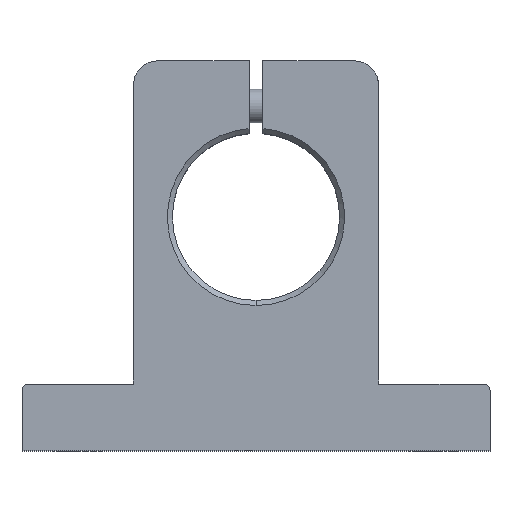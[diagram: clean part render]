
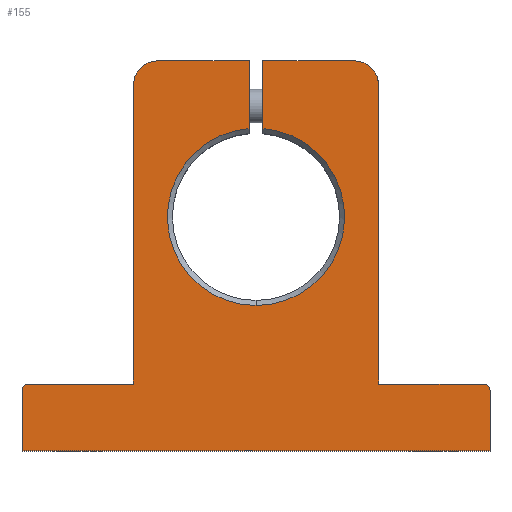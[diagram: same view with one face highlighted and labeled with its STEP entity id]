
A CAD part, top view. The second image highlights one B-rep face of the part: STEP entity #155.
In plain terms, the highlighted planar face has unit normal (0, 0, 1).
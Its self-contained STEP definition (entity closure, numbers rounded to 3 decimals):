
#155=ADVANCED_FACE('',(#313),#314,.T.);
#313=FACE_OUTER_BOUND('',#463,.T.);
#314=PLANE('',#464);
#463=EDGE_LOOP('',(#856,#857,#858,#859,#860,#861,#862,#863,#864,#865,#866,#867,#868,#869,#870,#871,#872));
#464=AXIS2_PLACEMENT_3D('',#873,#874,#875);
#856=ORIENTED_EDGE('',*,*,#899,.T.);
#857=ORIENTED_EDGE('',*,*,#1013,.T.);
#858=ORIENTED_EDGE('',*,*,#1010,.F.);
#859=ORIENTED_EDGE('',*,*,#1040,.F.);
#860=ORIENTED_EDGE('',*,*,#1036,.F.);
#861=ORIENTED_EDGE('',*,*,#1032,.F.);
#862=ORIENTED_EDGE('',*,*,#1028,.F.);
#863=ORIENTED_EDGE('',*,*,#1024,.F.);
#864=ORIENTED_EDGE('',*,*,#1019,.F.);
#865=ORIENTED_EDGE('',*,*,#1062,.F.);
#866=ORIENTED_EDGE('',*,*,#1058,.F.);
#867=ORIENTED_EDGE('',*,*,#1054,.F.);
#868=ORIENTED_EDGE('',*,*,#1050,.F.);
#869=ORIENTED_EDGE('',*,*,#997,.F.);
#870=ORIENTED_EDGE('',*,*,#1048,.F.);
#871=ORIENTED_EDGE('',*,*,#1043,.F.);
#872=ORIENTED_EDGE('',*,*,#1015,.F.);
#873=CARTESIAN_POINT('',(0.,32.509,14.0));
#874=DIRECTION('',(0.0,0.0,1.0));
#875=DIRECTION('',(1.0,0.0,0.0));
#899=EDGE_CURVE('',#1070,#1067,#1071,.T.);
#997=EDGE_CURVE('',#1217,#1219,#1220,.T.);
#1010=EDGE_CURVE('',#1237,#1239,#1240,.T.);
#1013=EDGE_CURVE('',#1067,#1239,#1243,.T.);
#1015=EDGE_CURVE('',#1070,#1245,#1246,.T.);
#1019=EDGE_CURVE('',#1251,#1252,#1253,.T.);
#1024=EDGE_CURVE('',#1252,#1260,#1261,.T.);
#1028=EDGE_CURVE('',#1260,#1266,#1267,.T.);
#1032=EDGE_CURVE('',#1266,#1272,#1273,.T.);
#1036=EDGE_CURVE('',#1272,#1278,#1279,.T.);
#1040=EDGE_CURVE('',#1278,#1237,#1284,.T.);
#1043=EDGE_CURVE('',#1245,#1287,#1288,.T.);
#1048=EDGE_CURVE('',#1287,#1217,#1294,.T.);
#1050=EDGE_CURVE('',#1219,#1296,#1297,.T.);
#1054=EDGE_CURVE('',#1296,#1302,#1303,.T.);
#1058=EDGE_CURVE('',#1302,#1308,#1309,.T.);
#1062=EDGE_CURVE('',#1308,#1251,#1314,.T.);
#1067=VERTEX_POINT('',#1319);
#1070=VERTEX_POINT('',#1323);
#1071=CIRCLE('',#1324,15.9);
#1217=VERTEX_POINT('',#1537);
#1219=VERTEX_POINT('',#1540);
#1220=LINE('',#1541,#1542);
#1237=VERTEX_POINT('',#1573);
#1239=VERTEX_POINT('',#1576);
#1240=LINE('',#1577,#1578);
#1243=CIRCLE('',#1590,15.9);
#1245=VERTEX_POINT('',#1592);
#1246=LINE('',#1593,#1594);
#1251=VERTEX_POINT('',#1601);
#1252=VERTEX_POINT('',#1602);
#1253=LINE('',#1603,#1604);
#1260=VERTEX_POINT('',#1614);
#1261=CIRCLE('',#1615,1.2);
#1266=VERTEX_POINT('',#1621);
#1267=LINE('',#1622,#1623);
#1272=VERTEX_POINT('',#1630);
#1273=LINE('',#1631,#1632);
#1278=VERTEX_POINT('',#1639);
#1279=CIRCLE('',#1640,4.4);
#1284=LINE('',#1646,#1647);
#1287=VERTEX_POINT('',#1651);
#1288=LINE('',#1652,#1653);
#1294=CIRCLE('',#1661,4.4);
#1296=VERTEX_POINT('',#1663);
#1297=LINE('',#1664,#1665);
#1302=VERTEX_POINT('',#1672);
#1303=CIRCLE('',#1673,1.2);
#1308=VERTEX_POINT('',#1679);
#1309=LINE('',#1680,#1681);
#1314=LINE('',#1688,#1689);
#1319=CARTESIAN_POINT('',(0.,26.1,14.0));
#1323=CARTESIAN_POINT('',(1.25,57.851,14.0));
#1324=AXIS2_PLACEMENT_3D('',#1695,#1696,#1697);
#1537=CARTESIAN_POINT('',(22.0,65.6,14.0));
#1540=CARTESIAN_POINT('',(22.0,12.0,14.0));
#1541=CARTESIAN_POINT('',(22.0,12.0,14.0));
#1542=VECTOR('',#1839,1.0);
#1573=CARTESIAN_POINT('',(-1.25,70.0,14.0));
#1576=CARTESIAN_POINT('',(-1.25,57.851,14.0));
#1577=CARTESIAN_POINT('',(-1.25,56.948,14.0));
#1578=VECTOR('',#1852,1.0);
#1590=AXIS2_PLACEMENT_3D('',#1853,#1854,#1855);
#1592=CARTESIAN_POINT('',(1.25,70.0,14.0));
#1593=CARTESIAN_POINT('',(1.25,56.948,14.0));
#1594=VECTOR('',#1856,1.0);
#1601=CARTESIAN_POINT('',(-42.0,0.,14.0));
#1602=CARTESIAN_POINT('',(-42.0,10.8,14.0));
#1603=CARTESIAN_POINT('',(-42.0,10.8,14.0));
#1604=VECTOR('',#1859,1.0);
#1614=CARTESIAN_POINT('',(-40.8,12.0,14.0));
#1615=AXIS2_PLACEMENT_3D('',#1863,#1864,#1865);
#1621=CARTESIAN_POINT('',(-22.0,12.0,14.0));
#1622=CARTESIAN_POINT('',(-22.0,12.0,14.0));
#1623=VECTOR('',#1870,1.0);
#1630=CARTESIAN_POINT('',(-22.0,65.6,14.0));
#1631=CARTESIAN_POINT('',(-22.0,65.6,14.0));
#1632=VECTOR('',#1873,1.0);
#1639=CARTESIAN_POINT('',(-17.6,70.0,14.0));
#1640=AXIS2_PLACEMENT_3D('',#1876,#1877,#1878);
#1646=CARTESIAN_POINT('',(-1.25,70.0,14.0));
#1647=VECTOR('',#1883,1.0);
#1651=CARTESIAN_POINT('',(17.6,70.0,14.0));
#1652=CARTESIAN_POINT('',(17.6,70.0,14.0));
#1653=VECTOR('',#1885,1.0);
#1661=AXIS2_PLACEMENT_3D('',#1891,#1892,#1893);
#1663=CARTESIAN_POINT('',(40.8,12.0,14.0));
#1664=CARTESIAN_POINT('',(40.8,12.0,14.0));
#1665=VECTOR('',#1894,1.0);
#1672=CARTESIAN_POINT('',(42.0,10.8,14.0));
#1673=AXIS2_PLACEMENT_3D('',#1897,#1898,#1899);
#1679=CARTESIAN_POINT('',(42.0,0.,14.0));
#1680=CARTESIAN_POINT('',(42.0,0.,14.0));
#1681=VECTOR('',#1904,1.0);
#1688=CARTESIAN_POINT('',(-42.0,0.,14.0));
#1689=VECTOR('',#1907,1.0);
#1695=CARTESIAN_POINT('',(0.,42.0,14.0));
#1696=DIRECTION('',(0.0,0.0,-1.0));
#1697=DIRECTION('',(0.0,1.0,0.0));
#1839=DIRECTION('',(0.,-1.0,-0.0));
#1852=DIRECTION('',(0.,-1.0,-0.0));
#1853=CARTESIAN_POINT('',(0.,42.0,14.0));
#1854=DIRECTION('',(0.0,0.0,-1.0));
#1855=DIRECTION('',(0.0,1.0,0.0));
#1856=DIRECTION('',(0.,1.0,0.0));
#1859=DIRECTION('',(0.0,1.0,0.0));
#1863=CARTESIAN_POINT('',(-40.8,10.8,14.0));
#1864=DIRECTION('',(0.0,0.0,-1.0));
#1865=DIRECTION('',(1.0,0.0,0.0));
#1870=DIRECTION('',(1.0,0.,0.0));
#1873=DIRECTION('',(0.,1.0,0.0));
#1876=CARTESIAN_POINT('',(-17.6,65.6,14.0));
#1877=DIRECTION('',(0.0,0.0,-1.0));
#1878=DIRECTION('',(1.0,0.0,0.0));
#1883=DIRECTION('',(1.0,0.0,0.0));
#1885=DIRECTION('',(1.0,0.0,0.0));
#1891=CARTESIAN_POINT('',(17.6,65.6,14.0));
#1892=DIRECTION('',(0.0,0.0,-1.0));
#1893=DIRECTION('',(1.0,0.0,0.0));
#1894=DIRECTION('',(1.0,0.,0.0));
#1897=CARTESIAN_POINT('',(40.8,10.8,14.0));
#1898=DIRECTION('',(0.0,0.0,-1.0));
#1899=DIRECTION('',(1.0,0.0,0.0));
#1904=DIRECTION('',(-0.0,-1.0,-0.0));
#1907=DIRECTION('',(-1.0,-0.0,-0.0));
